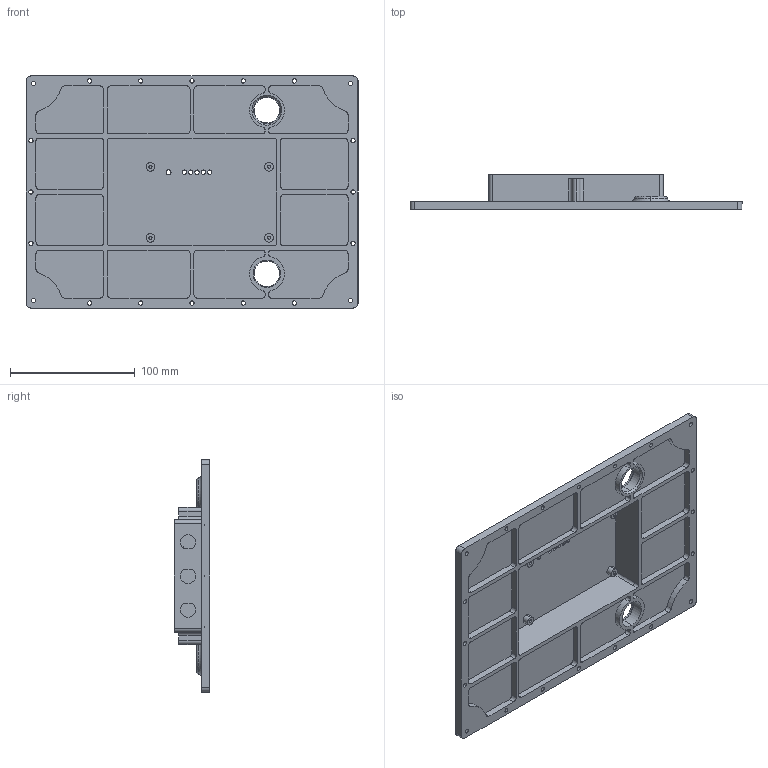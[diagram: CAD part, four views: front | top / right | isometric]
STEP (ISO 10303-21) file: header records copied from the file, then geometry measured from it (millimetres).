
FILE_DESCRIPTION (( 'STEP AP214' ), '1' );
FILE_NAME ('TopCover.STEP', '2016-03-09T19:31:58', ( '' ), ( '' ), 'SwSTEP 2.0', 'SolidWorks 2016', '' );
FILE_SCHEMA (( 'AUTOMOTIVE_DESIGN' ));
Length unit declared in the file: millimetre
Products named in the file (1): TopCover
Bounding box: 266 x 28.4 x 186 mm (x, y, z)
Volume: 156505.3 mm3; surface area: 140474.9 mm2
Topology: 1 solids, 1 shells, 358 faces, 915 edges, 608 vertices
Faces by surface type: cylinder 220, plane 128, torus 8, cone 2
Entity records: 11207 total; most frequent: DIRECTION 2091, CARTESIAN_POINT 1882, ORIENTED_EDGE 1830, EDGE_CURVE 915, AXIS2_PLACEMENT_3D 817, VERTEX_POINT 608, EDGE_LOOP 469, CIRCLE 458
